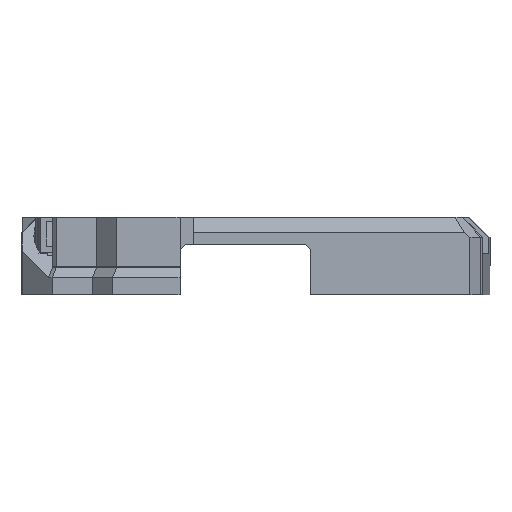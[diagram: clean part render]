
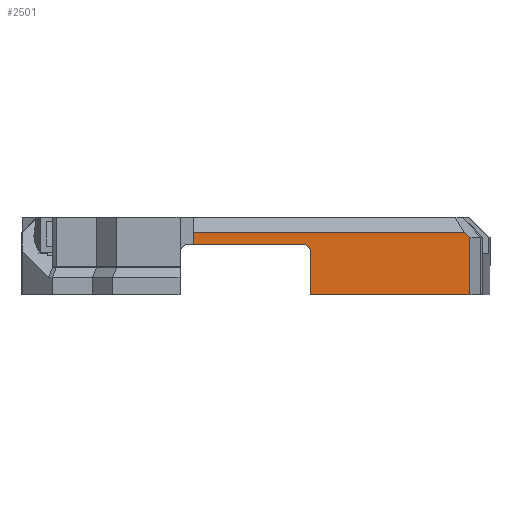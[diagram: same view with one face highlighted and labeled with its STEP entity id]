
A CAD part, front view. The second image highlights one B-rep face of the part: STEP entity #2501.
In plain terms, the highlighted planar face has unit normal (0, -1, 0).
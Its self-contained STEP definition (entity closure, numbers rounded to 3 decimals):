
#173 = VECTOR ( 'NONE', #5115, 1000. ) ;
#250 = DIRECTION ( 'NONE',  ( -0.745, 0., 0.667 ) ) ;
#292 = LINE ( 'NONE', #4121, #7820 ) ;
#381 = ORIENTED_EDGE ( 'NONE', *, *, #4185, .T. ) ;
#892 = LINE ( 'NONE', #2149, #6873 ) ;
#1056 = VERTEX_POINT ( 'NONE', #6606 ) ;
#1077 = VERTEX_POINT ( 'NONE', #5159 ) ;
#1078 = DIRECTION ( 'NONE',  ( 0., 0., 1. ) ) ;
#1112 = EDGE_CURVE ( 'NONE', #7550, #4784, #3355, .T. ) ;
#1310 = CARTESIAN_POINT ( 'NONE',  ( 35.5, 0., 0. ) ) ;
#1315 = LINE ( 'NONE', #3352, #2654 ) ;
#1458 = VERTEX_POINT ( 'NONE', #5190 ) ;
#1468 = CARTESIAN_POINT ( 'NONE',  ( 35.5, 0., -50.829 ) ) ;
#1900 = CARTESIAN_POINT ( 'NONE',  ( 51.3, 0., 4.89 ) ) ;
#2149 = CARTESIAN_POINT ( 'NONE',  ( 15.8, 0., 6.19 ) ) ;
#2217 = EDGE_LOOP ( 'NONE', ( #6089, #3159, #6434, #7960, #6279, #381, #2649, #3326 ) ) ;
#2241 = DIRECTION ( 'NONE',  ( -1., 0., 0. ) ) ;
#2453 = CARTESIAN_POINT ( 'NONE',  ( 35., 0., 4.99 ) ) ;
#2501 = ADVANCED_FACE ( 'NONE', ( #8421 ), #2576, .F. ) ;
#2576 = PLANE ( 'NONE',  #4548 ) ;
#2616 = DIRECTION ( 'NONE',  ( 0., 1., 0. ) ) ;
#2649 = ORIENTED_EDGE ( 'NONE', *, *, #5972, .T. ) ;
#2654 = VECTOR ( 'NONE', #3920, 1000. ) ;
#2855 = VERTEX_POINT ( 'NONE', #3279 ) ;
#2888 = EDGE_CURVE ( 'NONE', #5268, #2855, #892, .T. ) ;
#2989 = EDGE_CURVE ( 'NONE', #1056, #5268, #292, .T. ) ;
#3159 = ORIENTED_EDGE ( 'NONE', *, *, #5435, .F. ) ;
#3279 = CARTESIAN_POINT ( 'NONE',  ( 23.8, 0., 6.19 ) ) ;
#3326 = ORIENTED_EDGE ( 'NONE', *, *, #2989, .T. ) ;
#3352 = CARTESIAN_POINT ( 'NONE',  ( 24.05, 0., 15.94 ) ) ;
#3355 = LINE ( 'NONE', #6566, #173 ) ;
#3507 = EDGE_CURVE ( 'NONE', #3928, #1458, #7450, .T. ) ;
#3701 = LINE ( 'NONE', #1900, #8373 ) ;
#3809 = CARTESIAN_POINT ( 'NONE',  ( 45.92, 0., 0. ) ) ;
#3920 = DIRECTION ( 'NONE',  ( 0.707, 0., -0.707 ) ) ;
#3928 = VERTEX_POINT ( 'NONE', #1310 ) ;
#4121 = CARTESIAN_POINT ( 'NONE',  ( 47.453, 0., 9.132 ) ) ;
#4140 = VECTOR ( 'NONE', #5974, 1000. ) ;
#4185 = EDGE_CURVE ( 'NONE', #3928, #1077, #7601, .T. ) ;
#4288 = VECTOR ( 'NONE', #6288, 1000. ) ;
#4548 = AXIS2_PLACEMENT_3D ( 'NONE', #5876, #2616, #5182 ) ;
#4784 = VERTEX_POINT ( 'NONE', #5650 ) ;
#4816 = LINE ( 'NONE', #6282, #6225 ) ;
#5024 = DIRECTION ( 'NONE',  ( 0., 0., 1. ) ) ;
#5115 = DIRECTION ( 'NONE',  ( -1., 0., 0. ) ) ;
#5159 = CARTESIAN_POINT ( 'NONE',  ( 51.3, 0., 0. ) ) ;
#5182 = DIRECTION ( 'NONE',  ( -1., 0., 0. ) ) ;
#5190 = CARTESIAN_POINT ( 'NONE',  ( 35.5, 0., 4.49 ) ) ;
#5268 = VERTEX_POINT ( 'NONE', #6388 ) ;
#5435 = EDGE_CURVE ( 'NONE', #4784, #2855, #4816, .T. ) ;
#5650 = CARTESIAN_POINT ( 'NONE',  ( 23.8, 0., 4.99 ) ) ;
#5876 = CARTESIAN_POINT ( 'NONE',  ( 15.8, 0., 7.69 ) ) ;
#5972 = EDGE_CURVE ( 'NONE', #1077, #1056, #3701, .T. ) ;
#5974 = DIRECTION ( 'NONE',  ( 0., 0., 1. ) ) ;
#6089 = ORIENTED_EDGE ( 'NONE', *, *, #2888, .T. ) ;
#6185 = EDGE_CURVE ( 'NONE', #7550, #1458, #1315, .T. ) ;
#6225 = VECTOR ( 'NONE', #1078, 1000. ) ;
#6279 = ORIENTED_EDGE ( 'NONE', *, *, #3507, .F. ) ;
#6282 = CARTESIAN_POINT ( 'NONE',  ( 23.8, 0., 2.69 ) ) ;
#6288 = DIRECTION ( 'NONE',  ( 1., 0., 0. ) ) ;
#6388 = CARTESIAN_POINT ( 'NONE',  ( 50.741, 0., 6.19 ) ) ;
#6434 = ORIENTED_EDGE ( 'NONE', *, *, #1112, .F. ) ;
#6566 = CARTESIAN_POINT ( 'NONE',  ( 35.5, 0., 4.99 ) ) ;
#6606 = CARTESIAN_POINT ( 'NONE',  ( 51.3, 0., 5.69 ) ) ;
#6873 = VECTOR ( 'NONE', #2241, 1000. ) ;
#7450 = LINE ( 'NONE', #1468, #4140 ) ;
#7550 = VERTEX_POINT ( 'NONE', #2453 ) ;
#7601 = LINE ( 'NONE', #3809, #4288 ) ;
#7820 = VECTOR ( 'NONE', #250, 1000. ) ;
#7960 = ORIENTED_EDGE ( 'NONE', *, *, #6185, .T. ) ;
#8373 = VECTOR ( 'NONE', #5024, 1000. ) ;
#8421 = FACE_OUTER_BOUND ( 'NONE', #2217, .T. ) ;
